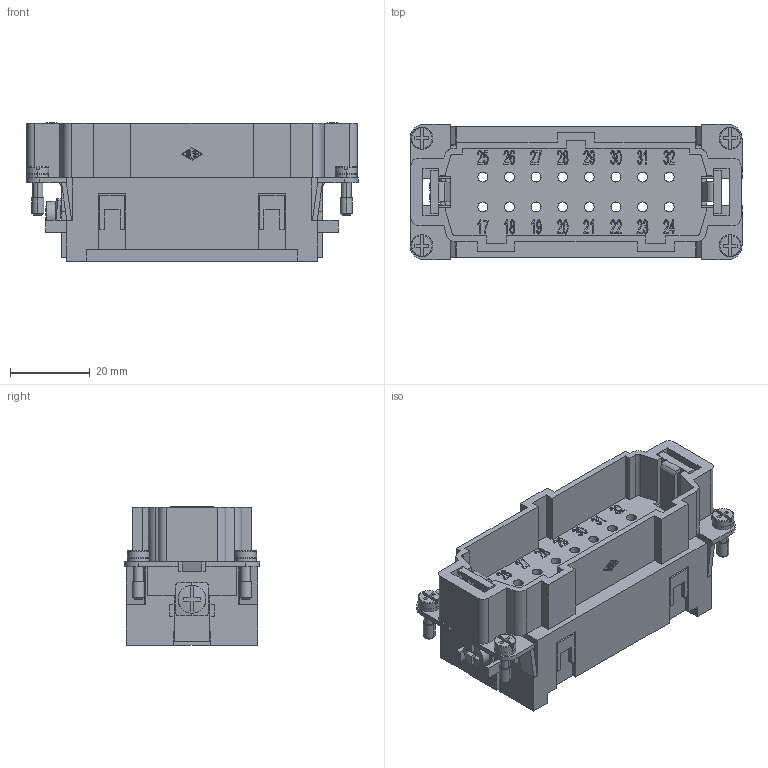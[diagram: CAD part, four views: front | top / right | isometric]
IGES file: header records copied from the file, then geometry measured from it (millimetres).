
Global section: file name: No Iges File Name specified; native system: AutoDesk Inventor R6.1; preprocessor: AutoDesk Inventor Iges Exporter R6.1; author: No Author specified; organization: No Organization specified; date: 20061025.091905; units: millimetre
Bounding box: 83.5 x 34 x 34.9 mm (x, y, z)
Volume: 43258.1 mm3; surface area: 25129.4 mm2
Topology: 2 solids, 2 shells, 1560 faces, 4252 edges, 2815 vertices
Faces by surface type: bspline 802, plane 636, revolution 64, cylinder 42, torus 8, cone 4, sphere 4
